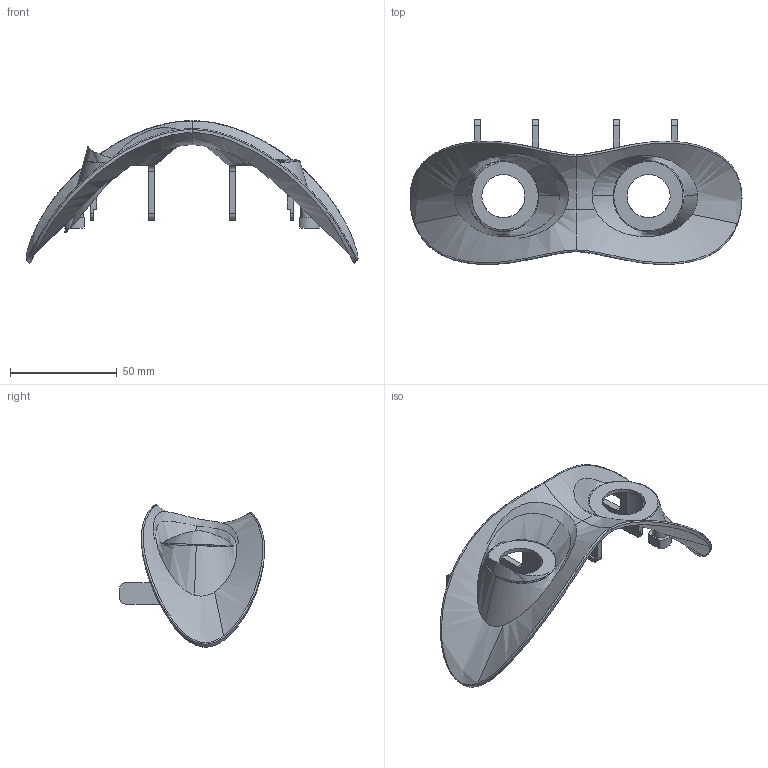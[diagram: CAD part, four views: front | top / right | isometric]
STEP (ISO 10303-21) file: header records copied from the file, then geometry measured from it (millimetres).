
FILE_DESCRIPTION(/* description */ (''),/* implementation_level */ '2;1');
FILE_NAME(/* name */ 'Head Mask Original.step',/* time_stamp */ '2017-06-24T11:34:38+10:00',/* author */ (''),/* organization */ (''),/* preprocessor_version */ 'ST-DEVELOPER v16.13',/* originating_system */ 'Autodesk Translation Framework v6.1.1.50',/* authorisation */ '');
FILE_SCHEMA (('AUTOMOTIVE_DESIGN { 1 0 10303 214 3 1 1 }','TECHNICAL_DATA_PACKAGING'));
Products named in the file (1): Head Mask v1
Bounding box: 155.51 x 67.96 x 66.7 mm (x, y, z)
Surface area: 29673.8 mm2 (no closed solid volume)
Topology: 0 solids, 3 shells, 162 faces, 493 edges, 331 vertices
Faces by surface type: plane 74, cylinder 46, bspline 38, sphere 4
Full cylindrical faces by diameter (mm): 3 x4, 20.2 x2
Entity records: 38978 total; most frequent: CARTESIAN_POINT 34962, ORIENTED_EDGE 946, DIRECTION 666, EDGE_CURVE 473, VERTEX_POINT 325, AXIS2_PLACEMENT_3D 230, LINE 206, VECTOR 206
